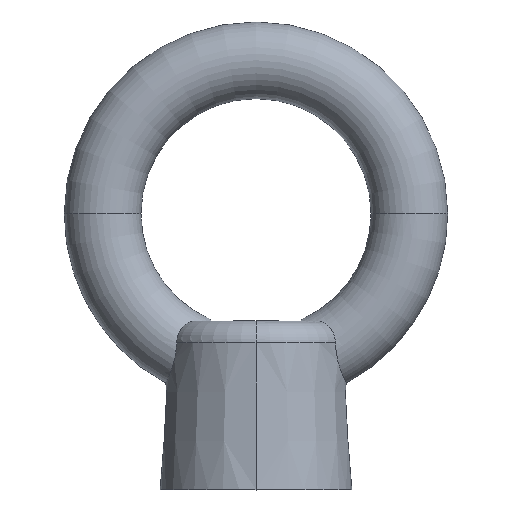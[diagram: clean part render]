
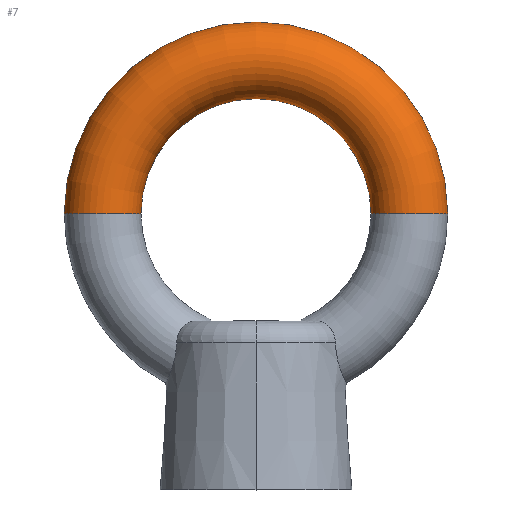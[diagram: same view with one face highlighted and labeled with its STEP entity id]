
A CAD part, top view. The second image highlights one B-rep face of the part: STEP entity #7.
In plain terms, the highlighted toroidal (fillet/blend) face has major radius 20 mm and minor radius 5 mm.
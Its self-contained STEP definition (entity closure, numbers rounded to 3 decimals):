
#7 = ADVANCED_FACE ( 'NONE', ( #253 ), #113, .T. ) ;
#8 = EDGE_LOOP ( 'NONE', ( #196, #86, #169, #242 ) ) ;
#23 = VERTEX_POINT ( 'NONE', #444 ) ;
#29 = EDGE_CURVE ( 'NONE', #23, #66, #336, .T. ) ;
#66 = VERTEX_POINT ( 'NONE', #384 ) ;
#86 = ORIENTED_EDGE ( 'NONE', *, *, #29, .F. ) ;
#98 = EDGE_CURVE ( 'NONE', #66, #124, #380, .T. ) ;
#113 = TOROIDAL_SURFACE ( 'NONE', #154, 20., 5. ) ;
#114 = CARTESIAN_POINT ( 'NONE',  ( 0., 0., 0. ) ) ;
#124 = VERTEX_POINT ( 'NONE', #304 ) ;
#152 = DIRECTION ( 'NONE',  ( -1., 0., 0. ) ) ;
#153 = DIRECTION ( 'NONE',  ( 0., 0., -1. ) ) ;
#154 = AXIS2_PLACEMENT_3D ( 'NONE', #114, #153, #152 ) ;
#157 = EDGE_CURVE ( 'NONE', #23, #260, #552, .T. ) ;
#169 = ORIENTED_EDGE ( 'NONE', *, *, #157, .T. ) ;
#176 = EDGE_CURVE ( 'NONE', #260, #124, #534, .T. ) ;
#196 = ORIENTED_EDGE ( 'NONE', *, *, #98, .F. ) ;
#242 = ORIENTED_EDGE ( 'NONE', *, *, #176, .T. ) ;
#253 = FACE_OUTER_BOUND ( 'NONE', #8, .T. ) ;
#260 = VERTEX_POINT ( 'NONE', #737 ) ;
#304 = CARTESIAN_POINT ( 'NONE',  ( 25., 0., 0. ) ) ;
#333 = DIRECTION ( 'NONE',  ( 0., -1., 0. ) ) ;
#334 = CARTESIAN_POINT ( 'NONE',  ( -20., 0., 0. ) ) ;
#335 = AXIS2_PLACEMENT_3D ( 'NONE', #334, #333, #356 ) ;
#336 = CIRCLE ( 'NONE', #335, 5. ) ;
#356 = DIRECTION ( 'NONE',  ( 0., 0., -1. ) ) ;
#376 = DIRECTION ( 'NONE',  ( -1., 0., 0. ) ) ;
#377 = DIRECTION ( 'NONE',  ( 0., 0., -1. ) ) ;
#378 = CARTESIAN_POINT ( 'NONE',  ( 0., 0., 0. ) ) ;
#379 = AXIS2_PLACEMENT_3D ( 'NONE', #378, #377, #376 ) ;
#380 = CIRCLE ( 'NONE', #379, 25. ) ;
#384 = CARTESIAN_POINT ( 'NONE',  ( -25., 0., 0. ) ) ;
#444 = CARTESIAN_POINT ( 'NONE',  ( -15., 0., 0. ) ) ;
#523 = DIRECTION ( 'NONE',  ( -1., 0., 0. ) ) ;
#524 = DIRECTION ( 'NONE',  ( 0., 1., 0. ) ) ;
#525 = CARTESIAN_POINT ( 'NONE',  ( 20., 0., 0. ) ) ;
#526 = AXIS2_PLACEMENT_3D ( 'NONE', #525, #524, #523 ) ;
#534 = CIRCLE ( 'NONE', #526, 5. ) ;
#552 = CIRCLE ( 'NONE', #573, 15. ) ;
#570 = DIRECTION ( 'NONE',  ( -1., 0., 0. ) ) ;
#571 = DIRECTION ( 'NONE',  ( 0., 0., -1. ) ) ;
#572 = CARTESIAN_POINT ( 'NONE',  ( 0., 0., 0. ) ) ;
#573 = AXIS2_PLACEMENT_3D ( 'NONE', #572, #571, #570 ) ;
#737 = CARTESIAN_POINT ( 'NONE',  ( 15., 0., 0. ) ) ;
